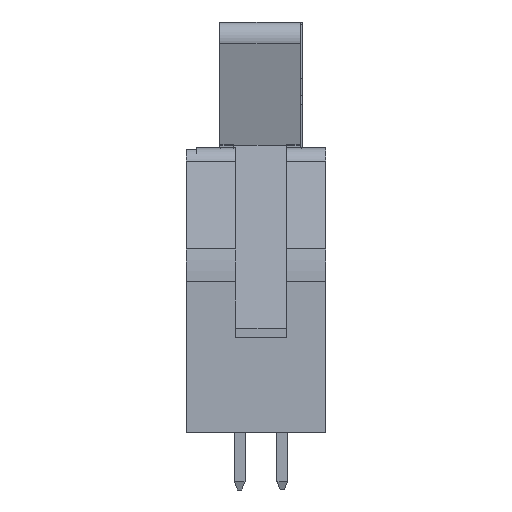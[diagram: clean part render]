
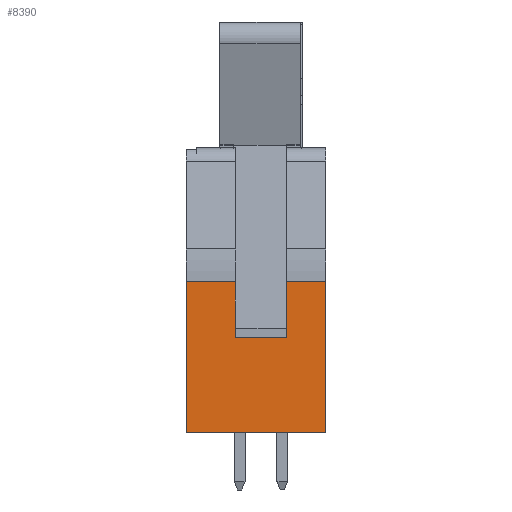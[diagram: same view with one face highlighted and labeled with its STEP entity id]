
A CAD part, left-side view. The second image highlights one B-rep face of the part: STEP entity #8390.
In plain terms, the highlighted planar face has unit normal (-1, 0, 0).
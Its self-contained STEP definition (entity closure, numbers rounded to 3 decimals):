
#1068=ORIENTED_EDGE('',*,*,#3356,.T.);
#1069=ORIENTED_EDGE('',*,*,#3279,.T.);
#1070=ORIENTED_EDGE('',*,*,#3313,.F.);
#1071=ORIENTED_EDGE('',*,*,#3230,.F.);
#1072=ORIENTED_EDGE('',*,*,#2734,.T.);
#1073=ORIENTED_EDGE('',*,*,#3357,.T.);
#1074=ORIENTED_EDGE('',*,*,#3358,.F.);
#1075=ORIENTED_EDGE('',*,*,#3359,.F.);
#2734=EDGE_CURVE('',#3945,#3944,#4748,.T.);
#3230=EDGE_CURVE('',#3945,#4393,#5216,.T.);
#3279=EDGE_CURVE('',#4427,#4428,#5257,.T.);
#3313=EDGE_CURVE('',#4393,#4428,#5284,.T.);
#3356=EDGE_CURVE('',#4470,#4427,#5324,.T.);
#3357=EDGE_CURVE('',#3944,#4471,#5325,.T.);
#3358=EDGE_CURVE('',#4472,#4471,#5326,.T.);
#3359=EDGE_CURVE('',#4470,#4472,#5327,.T.);
#3944=VERTEX_POINT('',#11348);
#3945=VERTEX_POINT('',#11350);
#4393=VERTEX_POINT('',#12377);
#4427=VERTEX_POINT('',#12470);
#4428=VERTEX_POINT('',#12472);
#4470=VERTEX_POINT('',#12616);
#4471=VERTEX_POINT('',#12618);
#4472=VERTEX_POINT('',#12620);
#4748=LINE('',#11349,#5891);
#5216=LINE('',#12376,#6359);
#5257=LINE('',#12473,#6400);
#5284=LINE('',#12535,#6427);
#5324=LINE('',#12615,#6467);
#5325=LINE('',#12617,#6468);
#5326=LINE('',#12619,#6469);
#5327=LINE('',#12621,#6470);
#5891=VECTOR('',#9208,1000.);
#6359=VECTOR('',#9898,1000.);
#6400=VECTOR('',#9979,1000.);
#6427=VECTOR('',#10038,1000.);
#6467=VECTOR('',#10114,1000.);
#6468=VECTOR('',#10115,1000.);
#6469=VECTOR('',#10116,1000.);
#6470=VECTOR('',#10117,1000.);
#7150=EDGE_LOOP('',(#1068,#1069,#1070,#1071,#1072,#1073,#1074,#1075));
#7601=FACE_BOUND('',#7150,.T.);
#8026=PLANE('',#8856);
#8390=ADVANCED_FACE('',(#7601),#8026,.T.);
#8856=AXIS2_PLACEMENT_3D('',#12614,#10112,#10113);
#9208=DIRECTION('',(0.,0.,1.));
#9898=DIRECTION('',(0.,1.,0.));
#9979=DIRECTION('',(0.,1.,0.));
#10038=DIRECTION('',(0.,0.,1.));
#10112=DIRECTION('',(-1.,0.,0.));
#10113=DIRECTION('',(0.,0.,1.));
#10114=DIRECTION('',(0.,0.,1.));
#10115=DIRECTION('',(0.,1.,0.));
#10116=DIRECTION('',(0.,0.,1.));
#10117=DIRECTION('',(0.,-1.,0.));
#11348=CARTESIAN_POINT('',(-35.15,-4.15,4.01));
#11349=CARTESIAN_POINT('',(-35.15,-4.15,-5.));
#11350=CARTESIAN_POINT('',(-35.15,-4.15,-5.));
#12376=CARTESIAN_POINT('',(-35.15,-4.15,-5.));
#12377=CARTESIAN_POINT('',(-35.15,4.15,-5.));
#12470=CARTESIAN_POINT('',(-35.15,1.225,4.01));
#12472=CARTESIAN_POINT('',(-35.15,4.15,4.01));
#12473=CARTESIAN_POINT('',(-35.15,-4.15,4.01));
#12535=CARTESIAN_POINT('',(-35.15,4.15,-5.));
#12614=CARTESIAN_POINT('',(-35.15,-4.15,-5.));
#12615=CARTESIAN_POINT('',(-35.15,1.225,0.7));
#12616=CARTESIAN_POINT('',(-35.15,1.225,0.7));
#12617=CARTESIAN_POINT('',(-35.15,-4.15,4.01));
#12618=CARTESIAN_POINT('',(-35.15,-1.825,4.01));
#12619=CARTESIAN_POINT('',(-35.15,-1.825,0.7));
#12620=CARTESIAN_POINT('',(-35.15,-1.825,0.7));
#12621=CARTESIAN_POINT('',(-35.15,1.225,0.7));
